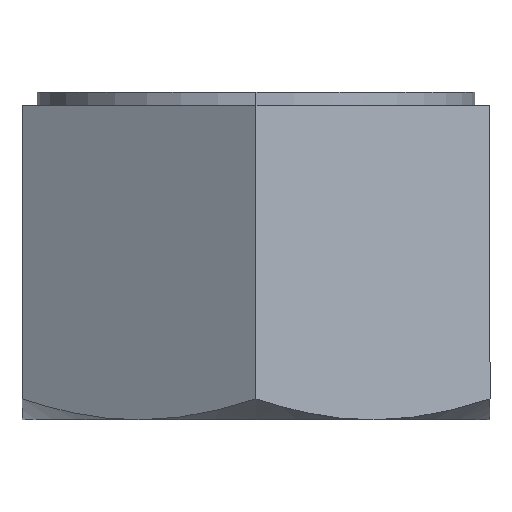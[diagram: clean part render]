
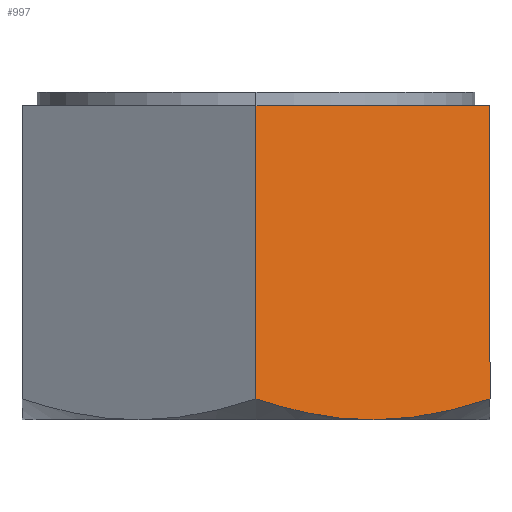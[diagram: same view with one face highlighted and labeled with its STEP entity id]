
A CAD part, left-side view. The second image highlights one B-rep face of the part: STEP entity #997.
In plain terms, the highlighted planar face has unit normal (-0.866, -0.5, 0).
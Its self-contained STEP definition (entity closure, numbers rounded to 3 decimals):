
#44 = VERTEX_POINT ( 'NONE', #1032 ) ;
#46 = ORIENTED_EDGE ( 'NONE', *, *, #345, .T. ) ;
#108 = CARTESIAN_POINT ( 'NONE',  ( -9.61, -4.356, -14.1 ) ) ;
#195 = CARTESIAN_POINT ( 'NONE',  ( -8.066, -7.028, -13.992 ) ) ;
#199 = LINE ( 'NONE', #1454, #1806 ) ;
#263 = CARTESIAN_POINT ( 'NONE',  ( -9.093, -5.25, -14.1 ) ) ;
#324 = CARTESIAN_POINT ( 'NONE',  ( -12.124, 0., -14.1 ) ) ;
#330 = CARTESIAN_POINT ( 'NONE',  ( -8.836, -5.696, -14.1 ) ) ;
#345 = EDGE_CURVE ( 'NONE', #44, #1621, #199, .T. ) ;
#381 = CARTESIAN_POINT ( 'NONE',  ( -11.129, -1.724, -13.684 ) ) ;
#392 = DIRECTION ( 'NONE',  ( 0., 0., 1. ) ) ;
#494 = CARTESIAN_POINT ( 'NONE',  ( -9.093, -5.25, -14.1 ) ) ;
#530 = FACE_OUTER_BOUND ( 'NONE', #670, .T. ) ;
#542 = CARTESIAN_POINT ( 'NONE',  ( -12.124, 0., -14.1 ) ) ;
#551 = PLANE ( 'NONE',  #1658 ) ;
#607 = EDGE_CURVE ( 'NONE', #1463, #44, #1126, .T. ) ;
#611 = CARTESIAN_POINT ( 'NONE',  ( -12.124, 0., -13.162 ) ) ;
#638 = CARTESIAN_POINT ( 'NONE',  ( -12.124, 0., 0. ) ) ;
#670 = EDGE_LOOP ( 'NONE', ( #1881, #1789, #1526, #46, #1715 ) ) ;
#710 = DIRECTION ( 'NONE',  ( -0.866, -0.5, 0. ) ) ;
#760 = DIRECTION ( 'NONE',  ( 0., 0., 1. ) ) ;
#887 = VECTOR ( 'NONE', #1197, 1000. ) ;
#895 = LINE ( 'NONE', #1338, #887 ) ;
#979 = VERTEX_POINT ( 'NONE', #638 ) ;
#997 = ADVANCED_FACE ( 'NONE', ( #530 ), #551, .T. ) ;
#1032 = CARTESIAN_POINT ( 'NONE',  ( -6.062, -10.5, -13.162 ) ) ;
#1126 = B_SPLINE_CURVE_WITH_KNOTS ( 'NONE', 3,
 ( #494, #330, #1873, #195, #1741, #1703, #1632, #1430 ),
 .UNSPECIFIED., .F., .F.,
 ( 4, 2, 2, 4 ),
 ( 0.006, 0.008, 0.009, 0.012 ),
 .UNSPECIFIED. ) ;
#1149 = CARTESIAN_POINT ( 'NONE',  ( -12.124, 0., -13.162 ) ) ;
#1192 = LINE ( 'NONE', #324, #1216 ) ;
#1197 = DIRECTION ( 'NONE',  ( 0.5, -0.866, 0. ) ) ;
#1207 = EDGE_CURVE ( 'NONE', #1903, #1463, #1712, .T. ) ;
#1216 = VECTOR ( 'NONE', #392, 1000. ) ;
#1275 = CARTESIAN_POINT ( 'NONE',  ( -11.629, -0.859, -13.448 ) ) ;
#1338 = CARTESIAN_POINT ( 'NONE',  ( -12.124, 0., 0. ) ) ;
#1376 = DIRECTION ( 'NONE',  ( 0.5, -0.866, 0. ) ) ;
#1430 = CARTESIAN_POINT ( 'NONE',  ( -6.062, -10.5, -13.162 ) ) ;
#1444 = CARTESIAN_POINT ( 'NONE',  ( -6.062, -10.5, 0. ) ) ;
#1454 = CARTESIAN_POINT ( 'NONE',  ( -6.062, -10.5, -14.1 ) ) ;
#1463 = VERTEX_POINT ( 'NONE', #1491 ) ;
#1476 = EDGE_CURVE ( 'NONE', #979, #1621, #895, .T. ) ;
#1491 = CARTESIAN_POINT ( 'NONE',  ( -9.093, -5.25, -14.1 ) ) ;
#1526 = ORIENTED_EDGE ( 'NONE', *, *, #607, .T. ) ;
#1621 = VERTEX_POINT ( 'NONE', #1444 ) ;
#1632 = CARTESIAN_POINT ( 'NONE',  ( -6.557, -9.643, -13.448 ) ) ;
#1658 = AXIS2_PLACEMENT_3D ( 'NONE', #542, #710, #1376 ) ;
#1703 = CARTESIAN_POINT ( 'NONE',  ( -7.056, -8.779, -13.683 ) ) ;
#1712 = B_SPLINE_CURVE_WITH_KNOTS ( 'NONE', 3,
 ( #611, #1275, #381, #1798, #108, #263 ),
 .UNSPECIFIED., .F., .F.,
 ( 4, 2, 4 ),
 ( 0., 0.003, 0.006 ),
 .UNSPECIFIED. ) ;
#1715 = ORIENTED_EDGE ( 'NONE', *, *, #1476, .F. ) ;
#1741 = CARTESIAN_POINT ( 'NONE',  ( -7.813, -7.468, -13.929 ) ) ;
#1752 = EDGE_CURVE ( 'NONE', #1903, #979, #1192, .T. ) ;
#1789 = ORIENTED_EDGE ( 'NONE', *, *, #1207, .T. ) ;
#1798 = CARTESIAN_POINT ( 'NONE',  ( -10.12, -3.472, -14.011 ) ) ;
#1806 = VECTOR ( 'NONE', #760, 1000. ) ;
#1873 = CARTESIAN_POINT ( 'NONE',  ( -8.578, -6.143, -14.078 ) ) ;
#1881 = ORIENTED_EDGE ( 'NONE', *, *, #1752, .F. ) ;
#1903 = VERTEX_POINT ( 'NONE', #1149 ) ;
